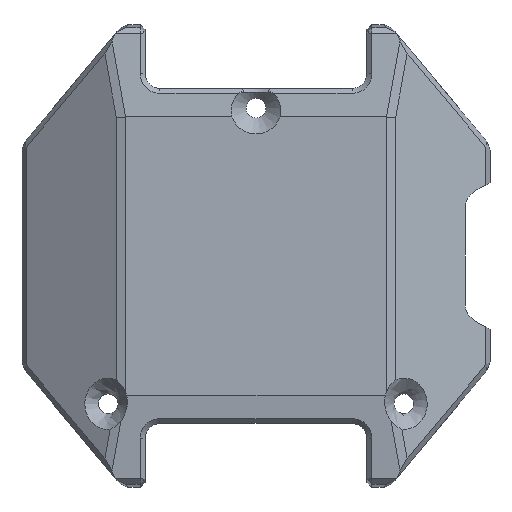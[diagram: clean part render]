
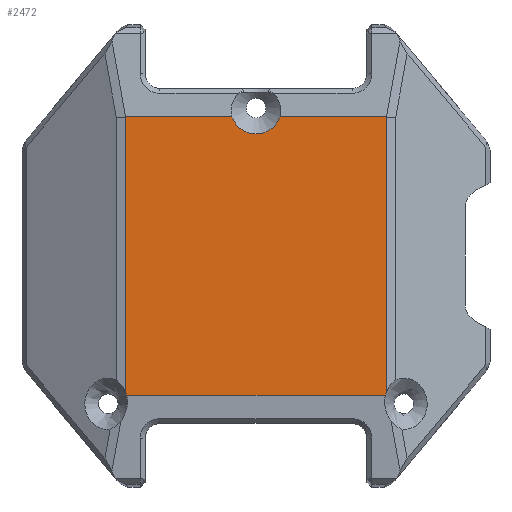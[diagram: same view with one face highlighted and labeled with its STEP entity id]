
A CAD part, front view. The second image highlights one B-rep face of the part: STEP entity #2472.
In plain terms, the highlighted planar face has unit normal (0, -1, 0).
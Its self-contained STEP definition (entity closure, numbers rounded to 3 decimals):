
#71=B_SPLINE_CURVE_WITH_KNOTS('',3,(#4328,#4329,#4330,#4331),
 .UNSPECIFIED.,.F.,.F.,(4,4),(0.051,0.091),
 .UNSPECIFIED.);
#72=B_SPLINE_CURVE_WITH_KNOTS('',3,(#4332,#4333,#4334,#4335,#4336,#4337,
#4338,#4339,#4340,#4341,#4342,#4343,#4344),.UNSPECIFIED.,.F.,.F.,(4,3,3,
3,4),(0.108,0.126,0.135,0.14,
0.148),.UNSPECIFIED.);
#186=PLANE('',#2649);
#308=FACE_OUTER_BOUND('',#459,.T.);
#459=EDGE_LOOP('',(#2172,#2173,#2174,#2175,#2176,#2177,#2178,#2179,#2180,
#2181));
#614=LINE('',#3880,#870);
#621=LINE('',#3900,#877);
#683=LINE('',#4143,#939);
#686=LINE('',#4155,#942);
#698=LINE('',#4245,#954);
#719=LINE('',#4317,#975);
#722=LINE('',#4321,#978);
#870=VECTOR('',#2987,10.);
#877=VECTOR('',#3006,10.);
#939=VECTOR('',#3128,10.);
#942=VECTOR('',#3133,10.);
#954=VECTOR('',#3159,10.);
#975=VECTOR('',#3198,10.);
#978=VECTOR('',#3203,10.);
#1038=CIRCLE('',#2596,2.6);
#1179=VERTEX_POINT('',#3877);
#1180=VERTEX_POINT('',#3879);
#1184=VERTEX_POINT('',#3890);
#1187=VERTEX_POINT('',#3898);
#1229=VERTEX_POINT('',#4141);
#1230=VERTEX_POINT('',#4142);
#1241=VERTEX_POINT('',#4221);
#1242=VERTEX_POINT('',#4244);
#1255=VERTEX_POINT('',#4309);
#1256=VERTEX_POINT('',#4316);
#1454=EDGE_CURVE('',#1180,#1179,#614,.T.);
#1461=EDGE_CURVE('',#1184,#1179,#1038,.T.);
#1465=EDGE_CURVE('',#1184,#1187,#621,.T.);
#1537=EDGE_CURVE('',#1229,#1230,#683,.T.);
#1541=EDGE_CURVE('',#1180,#1229,#686,.T.);
#1557=EDGE_CURVE('',#1242,#1241,#698,.T.);
#1581=EDGE_CURVE('',#1255,#1256,#719,.T.);
#1584=EDGE_CURVE('',#1256,#1187,#722,.T.);
#1587=EDGE_CURVE('',#1242,#1255,#71,.T.);
#1588=EDGE_CURVE('',#1230,#1241,#72,.T.);
#2172=ORIENTED_EDGE('',*,*,#1541,.F.);
#2173=ORIENTED_EDGE('',*,*,#1454,.T.);
#2174=ORIENTED_EDGE('',*,*,#1461,.F.);
#2175=ORIENTED_EDGE('',*,*,#1465,.T.);
#2176=ORIENTED_EDGE('',*,*,#1584,.F.);
#2177=ORIENTED_EDGE('',*,*,#1581,.F.);
#2178=ORIENTED_EDGE('',*,*,#1587,.F.);
#2179=ORIENTED_EDGE('',*,*,#1557,.T.);
#2180=ORIENTED_EDGE('',*,*,#1588,.F.);
#2181=ORIENTED_EDGE('',*,*,#1537,.F.);
#2472=ADVANCED_FACE('',(#308),#186,.T.);
#2596=AXIS2_PLACEMENT_3D('',#3892,#2999,#3000);
#2649=AXIS2_PLACEMENT_3D('',#4327,#3211,#3212);
#2987=DIRECTION('',(-1.,0.,0.));
#2999=DIRECTION('center_axis',(0.,-1.,0.));
#3000=DIRECTION('ref_axis',(1.,0.,0.));
#3006=DIRECTION('',(-1.,0.,0.));
#3128=DIRECTION('',(0.,0.,-1.));
#3133=DIRECTION('',(0.203,0.,-0.979));
#3159=DIRECTION('',(1.,0.,0.));
#3198=DIRECTION('',(0.,0.,1.));
#3203=DIRECTION('',(0.203,0.,0.979));
#3211=DIRECTION('center_axis',(0.,-1.,0.));
#3212=DIRECTION('ref_axis',(0.,0.,-1.));
#3877=CARTESIAN_POINT('',(2.45,-1.,14.13));
#3879=CARTESIAN_POINT('',(13.242,-1.,14.13));
#3880=CARTESIAN_POINT('',(15.2,-1.,14.13));
#3890=CARTESIAN_POINT('',(-2.45,-1.,14.13));
#3892=CARTESIAN_POINT('Origin',(0.,-1.,15.));
#3898=CARTESIAN_POINT('',(-13.242,-1.,14.13));
#3900=CARTESIAN_POINT('',(15.2,-1.,14.13));
#4141=CARTESIAN_POINT('',(13.25,-1.,14.092));
#4142=CARTESIAN_POINT('',(13.25,-1.,-13.746));
#4143=CARTESIAN_POINT('',(13.25,-1.,2.813));
#4155=CARTESIAN_POINT('',(14.507,-1.,8.032));
#4221=CARTESIAN_POINT('',(13.127,-1.,-14.13));
#4244=CARTESIAN_POINT('',(-13.127,-1.,-14.13));
#4245=CARTESIAN_POINT('',(7.125,-1.,-14.13));
#4309=CARTESIAN_POINT('',(-13.25,-1.,-13.746));
#4316=CARTESIAN_POINT('',(-13.25,-1.,14.092));
#4317=CARTESIAN_POINT('',(-13.25,-1.,-2.812));
#4321=CARTESIAN_POINT('',(-14.838,-1.,6.433));
#4327=CARTESIAN_POINT('Origin',(0.,-1.,0.));
#4328=CARTESIAN_POINT('Ctrl Pts',(-13.127,-1.,-14.13));
#4329=CARTESIAN_POINT('Ctrl Pts',(-13.161,-1.,-14.001));
#4330=CARTESIAN_POINT('Ctrl Pts',(-13.202,-1.,-13.872));
#4331=CARTESIAN_POINT('Ctrl Pts',(-13.25,-1.,-13.746));
#4332=CARTESIAN_POINT('Ctrl Pts',(13.25,-1.,-13.747));
#4333=CARTESIAN_POINT('Ctrl Pts',(13.229,-1.,-13.802));
#4334=CARTESIAN_POINT('Ctrl Pts',(13.209,-1.,-13.859));
#4335=CARTESIAN_POINT('Ctrl Pts',(13.19,-1.,-13.915));
#4336=CARTESIAN_POINT('Ctrl Pts',(13.18,-1.,-13.946));
#4337=CARTESIAN_POINT('Ctrl Pts',(13.171,-1.,-13.976));
#4338=CARTESIAN_POINT('Ctrl Pts',(13.161,-1.,-14.007));
#4339=CARTESIAN_POINT('Ctrl Pts',(13.157,-1.,-14.021));
#4340=CARTESIAN_POINT('Ctrl Pts',(13.153,-1.,-14.034));
#4341=CARTESIAN_POINT('Ctrl Pts',(13.149,-1.,-14.048));
#4342=CARTESIAN_POINT('Ctrl Pts',(13.141,-1.,-14.075));
#4343=CARTESIAN_POINT('Ctrl Pts',(13.134,-1.,-14.102));
#4344=CARTESIAN_POINT('Ctrl Pts',(13.127,-1.,-14.13));
